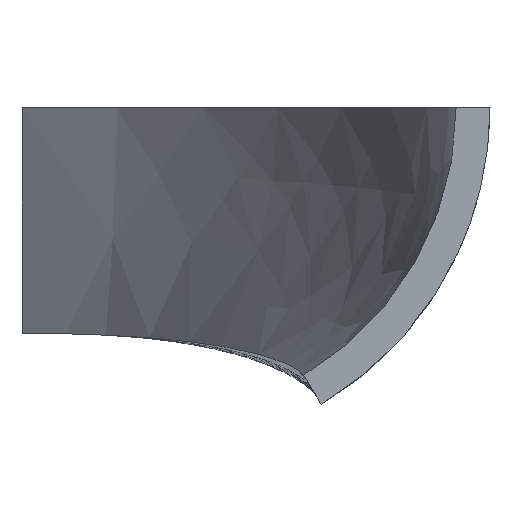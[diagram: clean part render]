
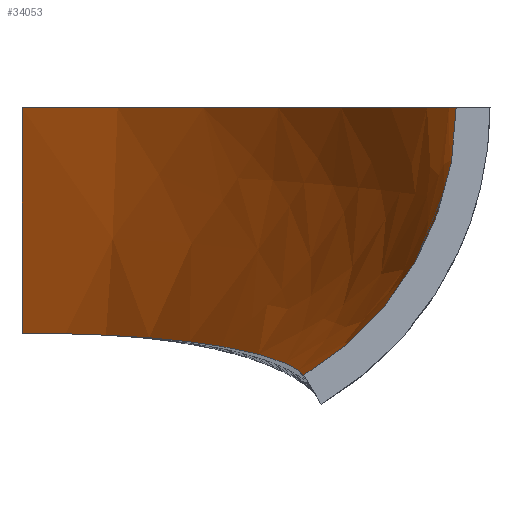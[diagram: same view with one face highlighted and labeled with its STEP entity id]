
A CAD part, front view. The second image highlights one B-rep face of the part: STEP entity #34053.
In plain terms, the highlighted free-form (B-spline) face has degree [3, 3] with [6, 7] control points.
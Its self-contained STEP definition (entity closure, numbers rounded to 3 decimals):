
#260=CARTESIAN_POINT('',(77.,0.0,0.0));
#261=VERTEX_POINT('',#260);
#268=CARTESIAN_POINT('',(50.0,0.0,-47.42));
#269=VERTEX_POINT('',#268);
#270=CARTESIAN_POINT('',(21.858,0.0,0.0));
#271=DIRECTION('',(0.0,1.0,0.0));
#272=DIRECTION('',(1.0,0.0,0.0));
#273=AXIS2_PLACEMENT_3D('',#270,#271,#272);
#274=CIRCLE('',#273,55.142);
#275=EDGE_CURVE('',#261,#269,#274,.T.);
#33888=CARTESIAN_POINT('',(0.0,147.539,-40.0));
#33889=VERTEX_POINT('',#33888);
#33896=CARTESIAN_POINT('',(0.,147.539,0.0));
#33897=VERTEX_POINT('',#33896);
#33898=CARTESIAN_POINT('',(0.,147.539,0.0));
#33899=DIRECTION('',(0.0,0.0,-1.0));
#33900=VECTOR('',#33899,40.0);
#33901=LINE('',#33898,#33900);
#33902=EDGE_CURVE('',#33897,#33889,#33901,.T.);
#33984=CARTESIAN_POINT('',(-102.849,0.0,0.0));
#33985=DIRECTION('',(0.0,0.0,1.0));
#33986=DIRECTION('',(1.0,0.0,0.0));
#33987=AXIS2_PLACEMENT_3D('',#33984,#33985,#33986);
#33988=CIRCLE('',#33987,179.849);
#33989=EDGE_CURVE('',#261,#33897,#33988,.T.);
#33995=CARTESIAN_POINT('',(77.,0.0,0.0));
#33996=CARTESIAN_POINT('',(77.,0.0,-5.436));
#33997=CARTESIAN_POINT('',(75.377,0.0,-16.305));
#33998=CARTESIAN_POINT('',(67.126,0.0,-33.687));
#33999=CARTESIAN_POINT('',(57.013,0.0,-43.258));
#34000=CARTESIAN_POINT('',(50.0,0.0,-47.42));
#34001=CARTESIAN_POINT('',(77.,14.817,0.0));
#34002=CARTESIAN_POINT('',(77.,14.727,-5.436));
#34003=CARTESIAN_POINT('',(75.378,14.546,-16.305));
#34004=CARTESIAN_POINT('',(67.125,14.23,-33.687));
#34005=CARTESIAN_POINT('',(57.013,14.003,-43.258));
#34006=CARTESIAN_POINT('',(50.0,13.868,-47.42));
#34007=CARTESIAN_POINT('',(73.32,44.455,0.));
#34008=CARTESIAN_POINT('',(73.358,44.25,-5.222));
#34009=CARTESIAN_POINT('',(71.973,43.675,-15.668));
#34010=CARTESIAN_POINT('',(64.696,42.475,-32.538));
#34011=CARTESIAN_POINT('',(55.718,41.791,-42.116));
#34012=CARTESIAN_POINT('',(49.481,41.628,-46.483));
#34013=CARTESIAN_POINT('',(57.335,85.57,0.));
#34014=CARTESIAN_POINT('',(57.455,85.347,-4.596));
#34015=CARTESIAN_POINT('',(56.85,84.571,-13.819));
#34016=CARTESIAN_POINT('',(52.832,82.894,-29.218));
#34017=CARTESIAN_POINT('',(47.506,82.154,-38.828));
#34018=CARTESIAN_POINT('',(43.641,82.276,-43.792));
#34019=CARTESIAN_POINT('',(32.531,120.884,0.));
#34020=CARTESIAN_POINT('',(32.673,120.744,-4.));
#34021=CARTESIAN_POINT('',(32.764,120.374,-12.011));
#34022=CARTESIAN_POINT('',(31.991,119.799,-25.857));
#34023=CARTESIAN_POINT('',(30.418,119.795,-35.408));
#34024=CARTESIAN_POINT('',(29.035,120.125,-40.941));
#34025=CARTESIAN_POINT('',(11.399,139.593,0.));
#34026=CARTESIAN_POINT('',(11.469,139.544,-3.81));
#34027=CARTESIAN_POINT('',(11.514,139.513,-11.429));
#34028=CARTESIAN_POINT('',(11.307,139.656,-24.762));
#34029=CARTESIAN_POINT('',(10.944,139.91,-34.286));
#34030=CARTESIAN_POINT('',(10.669,140.102,-40.0));
#34031=CARTESIAN_POINT('',(0.,147.539,0.0));
#34032=CARTESIAN_POINT('',(0.,147.539,-3.81));
#34033=CARTESIAN_POINT('',(0.,147.539,-11.429));
#34034=CARTESIAN_POINT('',(0.,147.539,-24.762));
#34035=CARTESIAN_POINT('',(0.,147.539,-34.286));
#34036=CARTESIAN_POINT('',(0.,147.539,-40.0));
#34037=B_SPLINE_SURFACE_WITH_KNOTS('',3,3,((#33995,#34001,#34007,#34013,#34019,#34025,#34031),(#33996,#34002,#34008,#34014,#34020,#34026,#34032),(#33997,#34003,#34009,#34015,#34021,#34027,#34033),(#33998,#34004,#34010,#34016,#34022,#34028,#34034),(#33999,#34005,#34011,#34017,#34023,#34029,#34035),(#34000,#34006,#34012,#34018,#34024,#34030,#34036)),.UNSPECIFIED.,.F.,.F.,.F.,(4,1,1,4),(4,1,1,1,4),(0.0,0.286,0.571,1.0),(0.0,0.257,0.514,0.759,1.0),.UNSPECIFIED.);
#34038=ORIENTED_EDGE('',*,*,#275,.F.);
#34039=ORIENTED_EDGE('',*,*,#33989,.T.);
#34040=ORIENTED_EDGE('',*,*,#33902,.T.);
#34041=CARTESIAN_POINT('',(50.,0.0,-47.42));
#34042=CARTESIAN_POINT('',(50.,13.868,-47.42));
#34043=CARTESIAN_POINT('',(49.481,41.628,-46.483));
#34044=CARTESIAN_POINT('',(43.641,82.276,-43.792));
#34045=CARTESIAN_POINT('',(29.035,120.125,-40.941));
#34046=CARTESIAN_POINT('',(10.669,140.102,-40.0));
#34047=CARTESIAN_POINT('',(0.,147.539,-40.0));
#34048=B_SPLINE_CURVE_WITH_KNOTS('',3,(#34041,#34042,#34043,#34044,#34045,#34046,#34047),.UNSPECIFIED.,.F.,.U.,(4,1,1,1,4),(0.0,4.16,8.322,12.292,16.193),.UNSPECIFIED.);
#34049=EDGE_CURVE('',#269,#33889,#34048,.T.);
#34050=ORIENTED_EDGE('',*,*,#34049,.F.);
#34051=EDGE_LOOP('',(#34038,#34039,#34040,#34050));
#34052=FACE_OUTER_BOUND('',#34051,.T.);
#34053=ADVANCED_FACE('',(#34052),#34037,.F.);
